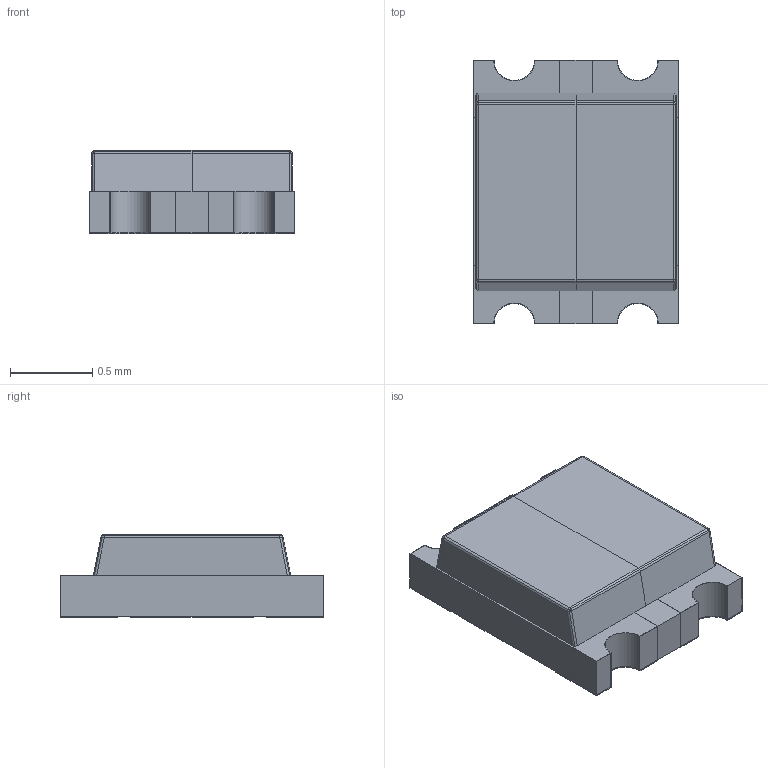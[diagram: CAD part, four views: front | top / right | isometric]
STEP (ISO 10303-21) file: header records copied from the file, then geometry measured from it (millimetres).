
FILE_DESCRIPTION (( 'STEP AP214' ), '1' );
FILE_NAME ('4925ED0E-6B0B-4AAA-8C2F-06BA42C10F91.STEP', '2025-04-03T13:59:17', ( '' ), ( '' ), 'SwSTEP 2.0', 'SolidWorks 2022', '' );
FILE_SCHEMA (( 'AUTOMOTIVE_DESIGN' ));
Length unit declared in the file: millimetre
Products named in the file (1): 4925ED0E-6B0B-4AAA-8C2F-06BA42C10F91
Bounding box: 1.25 x 1.6 x 0.51 mm (x, y, z)
Volume: 0.8 mm3; surface area: 15.4 mm2
Topology: 8 solids, 8 shells, 128 faces, 324 edges, 212 vertices
Faces by surface type: plane 88, cylinder 32, sphere 8
Entity records: 3917 total; most frequent: CARTESIAN_POINT 689, ORIENTED_EDGE 648, DIRECTION 642, EDGE_CURVE 324, VECTOR 248, LINE 248, VERTEX_POINT 212, AXIS2_PLACEMENT_3D 197
